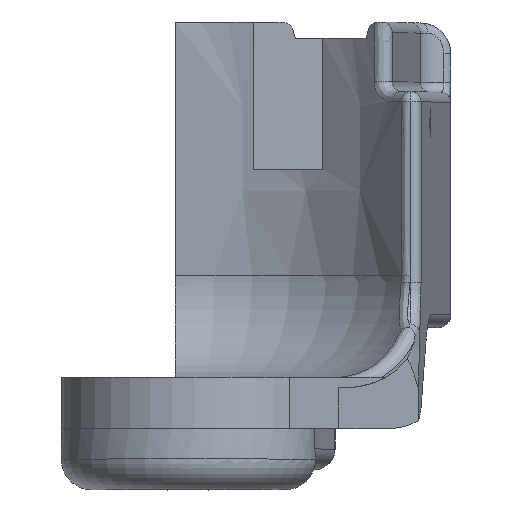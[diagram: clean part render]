
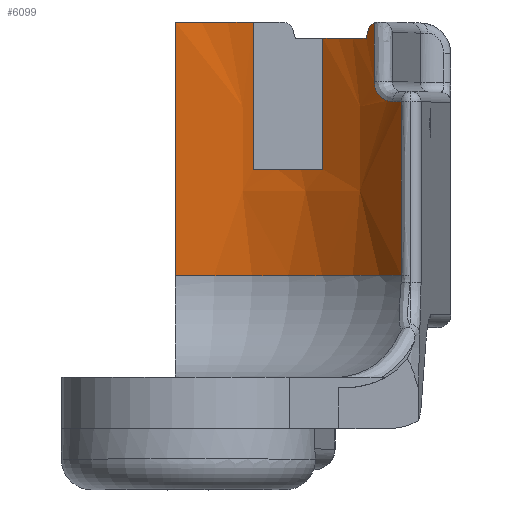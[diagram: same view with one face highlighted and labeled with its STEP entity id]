
A CAD part, top view. The second image highlights one B-rep face of the part: STEP entity #6099.
In plain terms, the highlighted conical face has half-angle 0.014 degrees and reference radius 24.21 mm.
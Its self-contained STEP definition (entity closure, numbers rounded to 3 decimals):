
#70=ELLIPSE('',#6494,93.591,24.223);
#751=FACE_OUTER_BOUND('',#1104,.T.);
#1104=EDGE_LOOP('',(#5179,#5180,#5181,#5182,#5183,#5184,#5185,#5186,#5187,
#5188,#5189,#5190,#5191));
#1478=B_SPLINE_CURVE_WITH_KNOTS('',3,(#15891,#15892,#15893,#15894,#15895,
#15896,#15897),.UNSPECIFIED.,.F.,.F.,(4,1,1,1,4),(-0.406,-0.348,
-0.29,-0.174,0.),.UNSPECIFIED.);
#1479=B_SPLINE_CURVE_WITH_KNOTS('',3,(#15901,#15902,#15903,#15904,#15905,
#15906,#15907,#15908,#15909,#15910),.UNSPECIFIED.,.F.,.F.,(4,2,2,2,4),(0.42,
0.431,0.468,0.527,0.528),
 .UNSPECIFIED.);
#1638=CIRCLE('',#6491,24.213);
#1639=CIRCLE('',#6493,24.209);
#1640=CIRCLE('',#6495,24.207);
#1641=CIRCLE('',#6496,24.21);
#1642=CIRCLE('',#6497,24.207);
#1968=LINE('',#15758,#2295);
#1973=LINE('',#15887,#2300);
#1974=LINE('',#15899,#2301);
#1975=LINE('',#15916,#2302);
#1976=LINE('',#15920,#2303);
#2295=VECTOR('',#7440,10.);
#2300=VECTOR('',#7459,10.);
#2301=VECTOR('',#7462,10.);
#2302=VECTOR('',#7467,10.);
#2303=VECTOR('',#7470,10.);
#2863=VERTEX_POINT('',#15735);
#2864=VERTEX_POINT('',#15757);
#2873=VERTEX_POINT('',#15882);
#2874=VERTEX_POINT('',#15886);
#2875=VERTEX_POINT('',#15888);
#2876=VERTEX_POINT('',#15890);
#2877=VERTEX_POINT('',#15898);
#2878=VERTEX_POINT('',#15900);
#2879=VERTEX_POINT('',#15911);
#2880=VERTEX_POINT('',#15913);
#2881=VERTEX_POINT('',#15915);
#2882=VERTEX_POINT('',#15917);
#2883=VERTEX_POINT('',#15919);
#3697=EDGE_CURVE('',#2863,#2864,#1968,.T.);
#3710=EDGE_CURVE('',#2873,#2863,#1638,.T.);
#3711=EDGE_CURVE('',#2874,#2873,#1973,.T.);
#3712=EDGE_CURVE('',#2875,#2874,#1639,.T.);
#3713=EDGE_CURVE('',#2876,#2875,#1478,.T.);
#3714=EDGE_CURVE('',#2877,#2876,#1974,.T.);
#3715=EDGE_CURVE('',#2878,#2877,#1479,.T.);
#3716=EDGE_CURVE('',#2878,#2879,#70,.T.);
#3717=EDGE_CURVE('',#2879,#2880,#1640,.T.);
#3718=EDGE_CURVE('',#2880,#2881,#1975,.T.);
#3719=EDGE_CURVE('',#2881,#2882,#1641,.T.);
#3720=EDGE_CURVE('',#2883,#2882,#1976,.T.);
#3721=EDGE_CURVE('',#2864,#2883,#1642,.T.);
#5179=ORIENTED_EDGE('',*,*,#3697,.F.);
#5180=ORIENTED_EDGE('',*,*,#3710,.F.);
#5181=ORIENTED_EDGE('',*,*,#3711,.F.);
#5182=ORIENTED_EDGE('',*,*,#3712,.F.);
#5183=ORIENTED_EDGE('',*,*,#3713,.F.);
#5184=ORIENTED_EDGE('',*,*,#3714,.F.);
#5185=ORIENTED_EDGE('',*,*,#3715,.F.);
#5186=ORIENTED_EDGE('',*,*,#3716,.T.);
#5187=ORIENTED_EDGE('',*,*,#3717,.T.);
#5188=ORIENTED_EDGE('',*,*,#3718,.T.);
#5189=ORIENTED_EDGE('',*,*,#3719,.T.);
#5190=ORIENTED_EDGE('',*,*,#3720,.F.);
#5191=ORIENTED_EDGE('',*,*,#3721,.F.);
#5869=CONICAL_SURFACE('',#6492,24.21,0.);
#6099=ADVANCED_FACE('',(#751),#5869,.F.);
#6491=AXIS2_PLACEMENT_3D('',#15884,#7455,#7456);
#6492=AXIS2_PLACEMENT_3D('',#15885,#7457,#7458);
#6493=AXIS2_PLACEMENT_3D('',#15889,#7460,#7461);
#6494=AXIS2_PLACEMENT_3D('',#15912,#7463,#7464);
#6495=AXIS2_PLACEMENT_3D('',#15914,#7465,#7466);
#6496=AXIS2_PLACEMENT_3D('',#15918,#7468,#7469);
#6497=AXIS2_PLACEMENT_3D('',#15921,#7471,#7472);
#7440=DIRECTION('',(0.,1.,0.));
#7455=DIRECTION('center_axis',(0.,1.,0.));
#7456=DIRECTION('ref_axis',(1.,0.,0.));
#7457=DIRECTION('center_axis',(0.,-1.,0.));
#7458=DIRECTION('ref_axis',(0.494,0.,-0.869));
#7459=DIRECTION('',(0.,-1.,0.));
#7460=DIRECTION('center_axis',(0.,-1.,0.));
#7461=DIRECTION('ref_axis',(0.844,0.,-0.537));
#7462=DIRECTION('',(0.,-1.,0.));
#7463=DIRECTION('center_axis',(-0.966,0.259,0.));
#7464=DIRECTION('ref_axis',(-0.259,-0.966,0.));
#7465=DIRECTION('center_axis',(0.,1.,0.));
#7466=DIRECTION('ref_axis',(0.494,0.,-0.869));
#7467=DIRECTION('',(0.,-1.,0.));
#7468=DIRECTION('center_axis',(0.,1.,0.));
#7469=DIRECTION('ref_axis',(0.494,0.,-0.869));
#7470=DIRECTION('',(0.,-1.,0.));
#7471=DIRECTION('center_axis',(0.,-1.,0.));
#7472=DIRECTION('ref_axis',(0.494,0.,-0.869));
#15735=CARTESIAN_POINT('',(-50.,32.002,800.26));
#15757=CARTESIAN_POINT('',(-50.,56.8,800.266));
#15758=CARTESIAN_POINT('',(-50.,44.401,800.263));
#15882=CARTESIAN_POINT('',(-27.889,32.002,812.272));
#15884=CARTESIAN_POINT('Origin',(-48.819,32.002,824.444));
#15885=CARTESIAN_POINT('Origin',(-48.819,44.401,824.444));
#15886=CARTESIAN_POINT('',(-27.893,49.,812.272));
#15887=CARTESIAN_POINT('',(-27.893,49.,812.272));
#15888=CARTESIAN_POINT('',(-28.736,49.,810.927));
#15889=CARTESIAN_POINT('Origin',(-48.819,49.,824.444));
#15890=CARTESIAN_POINT('',(-30.536,51.,808.577));
#15891=CARTESIAN_POINT('Ctrl Pts',(-30.536,51.,808.577));
#15892=CARTESIAN_POINT('Ctrl Pts',(-30.536,50.807,808.577));
#15893=CARTESIAN_POINT('Ctrl Pts',(-30.484,50.421,808.637));
#15894=CARTESIAN_POINT('Ctrl Pts',(-30.21,49.768,808.957));
#15895=CARTESIAN_POINT('Ctrl Pts',(-29.597,49.143,809.708));
#15896=CARTESIAN_POINT('Ctrl Pts',(-29.047,49.,810.465));
#15897=CARTESIAN_POINT('Ctrl Pts',(-28.736,49.,810.927));
#15898=CARTESIAN_POINT('',(-30.536,56.72,808.579));
#15899=CARTESIAN_POINT('',(-30.536,56.8,808.579));
#15900=CARTESIAN_POINT('',(-31.111,56.059,807.941));
#15901=CARTESIAN_POINT('Ctrl Pts',(-31.111,56.059,807.941));
#15902=CARTESIAN_POINT('Ctrl Pts',(-31.101,56.094,807.951));
#15903=CARTESIAN_POINT('Ctrl Pts',(-31.09,56.128,807.963));
#15904=CARTESIAN_POINT('Ctrl Pts',(-31.034,56.274,808.023));
#15905=CARTESIAN_POINT('Ctrl Pts',(-30.971,56.372,808.091));
#15906=CARTESIAN_POINT('Ctrl Pts',(-30.802,56.57,808.277));
#15907=CARTESIAN_POINT('Ctrl Pts',(-30.675,56.66,808.42));
#15908=CARTESIAN_POINT('Ctrl Pts',(-30.54,56.719,808.575));
#15909=CARTESIAN_POINT('Ctrl Pts',(-30.538,56.719,808.577));
#15910=CARTESIAN_POINT('Ctrl Pts',(-30.536,56.72,808.579));
#15911=CARTESIAN_POINT('',(-31.341,55.2,807.697));
#15912=CARTESIAN_POINT('Origin',(-48.842,-10.104,824.444));
#15913=CARTESIAN_POINT('',(-35.564,55.2,804.189));
#15914=CARTESIAN_POINT('Origin',(-48.819,55.2,824.444));
#15915=CARTESIAN_POINT('',(-35.564,42.4,804.185));
#15916=CARTESIAN_POINT('',(-35.564,49.6,804.187));
#15917=CARTESIAN_POINT('',(-42.364,42.4,801.111));
#15918=CARTESIAN_POINT('Origin',(-48.819,42.4,824.444));
#15919=CARTESIAN_POINT('',(-42.364,56.8,801.114));
#15920=CARTESIAN_POINT('',(-42.364,48.7,801.112));
#15921=CARTESIAN_POINT('Origin',(-48.819,56.8,824.444));
